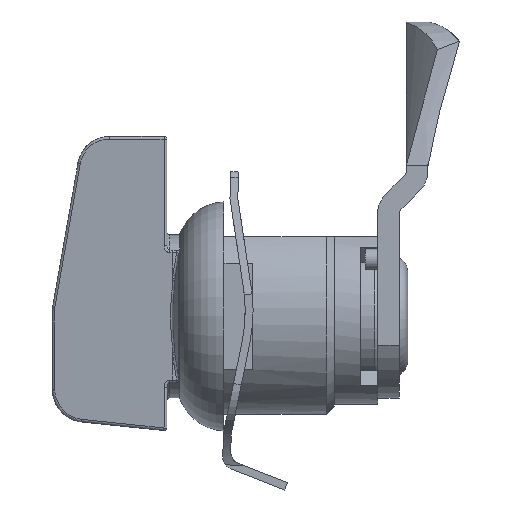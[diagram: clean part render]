
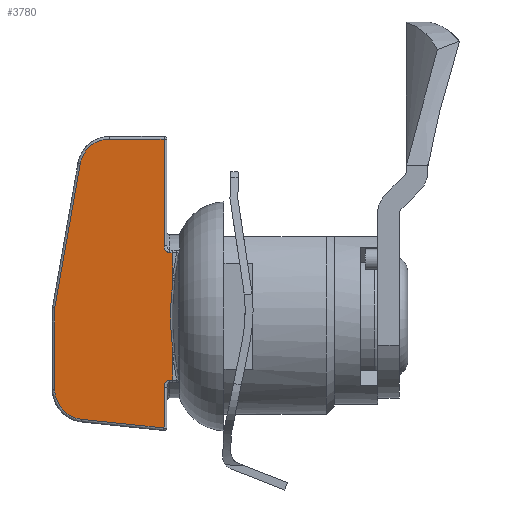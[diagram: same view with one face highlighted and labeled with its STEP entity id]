
A CAD part, front view. The second image highlights one B-rep face of the part: STEP entity #3780.
In plain terms, the highlighted face is planar.
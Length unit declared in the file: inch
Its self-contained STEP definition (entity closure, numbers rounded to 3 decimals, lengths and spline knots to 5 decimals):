
#39=ELLIPSE('',#4184,0.11312,0.1125);
#42=ELLIPSE('',#4190,2.88199,0.30125);
#48=ELLIPSE('',#4225,0.11563,0.115);
#49=ELLIPSE('',#4231,2.88199,0.30125);
#124=B_SPLINE_CURVE_WITH_KNOTS('',3,(#6377,#6378,#6379,#6380,#6381),
 .UNSPECIFIED.,.F.,.F.,(4,1,4),(0.,0.04498,
0.08996),.UNSPECIFIED.);
#135=B_SPLINE_CURVE_WITH_KNOTS('',3,(#6704,#6705,#6706,#6707,#6708),
 .UNSPECIFIED.,.F.,.F.,(4,1,4),(0.,0.04498,0.08996),
 .UNSPECIFIED.);
#420=CIRCLE('',#4264,1.21719);
#606=FACE_OUTER_BOUND('',#840,.T.);
#840=EDGE_LOOP('',(#3045,#3046,#3047,#3048,#3049,#3050,#3051,#3052,#3053,
#3054,#3055,#3056,#3057,#3058,#3059,#3060,#3061));
#1051=LINE('',#6300,#1335);
#1054=LINE('',#6307,#1338);
#1057=LINE('',#6386,#1341);
#1072=LINE('',#6604,#1356);
#1073=LINE('',#6609,#1357);
#1078=LINE('',#6718,#1362);
#1081=LINE('',#6846,#1365);
#1082=LINE('',#6884,#1366);
#1092=LINE('',#6917,#1376);
#1093=LINE('',#6919,#1377);
#1335=VECTOR('',#4905,0.3937);
#1338=VECTOR('',#4912,0.3937);
#1341=VECTOR('',#4931,0.3937);
#1356=VECTOR('',#5004,0.3937);
#1357=VECTOR('',#5009,0.3937);
#1362=VECTOR('',#5036,0.3937);
#1365=VECTOR('',#5087,0.3937);
#1366=VECTOR('',#5098,0.3937);
#1376=VECTOR('',#5152,0.3937);
#1377=VECTOR('',#5155,0.3937);
#1633=VERTEX_POINT('',#6162);
#1651=VERTEX_POINT('',#6298);
#1652=VERTEX_POINT('',#6303);
#1657=VERTEX_POINT('',#6340);
#1658=VERTEX_POINT('',#6369);
#1661=VERTEX_POINT('',#6384);
#1663=VERTEX_POINT('',#6406);
#1672=VERTEX_POINT('',#6495);
#1687=VERTEX_POINT('',#6600);
#1690=VERTEX_POINT('',#6607);
#1693=VERTEX_POINT('',#6666);
#1696=VERTEX_POINT('',#6702);
#1699=VERTEX_POINT('',#6735);
#1709=VERTEX_POINT('',#6819);
#1711=VERTEX_POINT('',#6844);
#1712=VERTEX_POINT('',#6852);
#1714=VERTEX_POINT('',#6877);
#2077=EDGE_CURVE('',#1651,#1633,#1051,.T.);
#2081=EDGE_CURVE('',#1633,#1652,#1054,.T.);
#2086=EDGE_CURVE('',#1657,#1651,#39,.T.);
#2090=EDGE_CURVE('',#1652,#1658,#124,.T.);
#2092=EDGE_CURVE('',#1661,#1657,#1057,.T.);
#2095=EDGE_CURVE('',#1658,#1663,#42,.T.);
#2135=EDGE_CURVE('',#1672,#1687,#1072,.T.);
#2137=EDGE_CURVE('',#1690,#1672,#1073,.T.);
#2144=EDGE_CURVE('',#1687,#1693,#48,.T.);
#2147=EDGE_CURVE('',#1696,#1690,#135,.T.);
#2153=EDGE_CURVE('',#1693,#1661,#1078,.T.);
#2154=EDGE_CURVE('',#1699,#1696,#49,.T.);
#2177=EDGE_CURVE('',#1711,#1709,#1081,.T.);
#2184=EDGE_CURVE('',#1712,#1714,#1082,.T.);
#2187=EDGE_CURVE('',#1714,#1711,#420,.T.);
#2202=EDGE_CURVE('',#1663,#1712,#1092,.T.);
#2203=EDGE_CURVE('',#1709,#1699,#1093,.T.);
#3045=ORIENTED_EDGE('',*,*,#2095,.F.);
#3046=ORIENTED_EDGE('',*,*,#2090,.F.);
#3047=ORIENTED_EDGE('',*,*,#2081,.F.);
#3048=ORIENTED_EDGE('',*,*,#2077,.F.);
#3049=ORIENTED_EDGE('',*,*,#2086,.F.);
#3050=ORIENTED_EDGE('',*,*,#2092,.F.);
#3051=ORIENTED_EDGE('',*,*,#2153,.F.);
#3052=ORIENTED_EDGE('',*,*,#2144,.F.);
#3053=ORIENTED_EDGE('',*,*,#2135,.F.);
#3054=ORIENTED_EDGE('',*,*,#2137,.F.);
#3055=ORIENTED_EDGE('',*,*,#2147,.F.);
#3056=ORIENTED_EDGE('',*,*,#2154,.F.);
#3057=ORIENTED_EDGE('',*,*,#2203,.F.);
#3058=ORIENTED_EDGE('',*,*,#2177,.F.);
#3059=ORIENTED_EDGE('',*,*,#2187,.F.);
#3060=ORIENTED_EDGE('',*,*,#2184,.F.);
#3061=ORIENTED_EDGE('',*,*,#2202,.F.);
#3594=PLANE('',#4282);
#3780=ADVANCED_FACE('',(#606),#3594,.F.);
#4184=AXIS2_PLACEMENT_3D('',#6342,#4921,#4922);
#4190=AXIS2_PLACEMENT_3D('',#6407,#4935,#4936);
#4225=AXIS2_PLACEMENT_3D('',#6670,#5021,#5022);
#4231=AXIS2_PLACEMENT_3D('',#6736,#5037,#5038);
#4264=AXIS2_PLACEMENT_3D('',#6889,#5107,#5108);
#4282=AXIS2_PLACEMENT_3D('',#6918,#5153,#5154);
#4905=DIRECTION('',(-0.105,0.,-0.995));
#4912=DIRECTION('',(0.,1.,0.));
#4921=DIRECTION('center_axis',(0.995,0.,-0.105));
#4922=DIRECTION('ref_axis',(0.105,0.,0.995));
#4931=DIRECTION('',(-0.018,-0.985,-0.174));
#4935=DIRECTION('center_axis',(0.995,0.,-0.105));
#4936=DIRECTION('ref_axis',(-0.105,0.,-0.995));
#5004=DIRECTION('',(0.104,-0.104,0.989));
#5009=DIRECTION('',(0.,1.,0.));
#5021=DIRECTION('center_axis',(0.995,0.,-0.105));
#5022=DIRECTION('ref_axis',(0.105,0.,0.995));
#5036=DIRECTION('',(0.,-1.,0.));
#5037=DIRECTION('center_axis',(0.995,0.,-0.105));
#5038=DIRECTION('ref_axis',(-0.105,0.,-0.995));
#5087=DIRECTION('',(0.,1.,0.));
#5098=DIRECTION('',(0.,1.,0.));
#5107=DIRECTION('center_axis',(-0.995,0.,
0.105));
#5108=DIRECTION('ref_axis',(-0.104,-0.112,-0.988));
#5152=DIRECTION('',(0.,1.,0.));
#5153=DIRECTION('center_axis',(0.995,0.,-0.105));
#5154=DIRECTION('ref_axis',(-0.105,0.,-0.995));
#5155=DIRECTION('',(0.,1.,0.));
#6162=CARTESIAN_POINT('',(-0.18403,-0.6775,0.01889));
#6298=CARTESIAN_POINT('',(-0.16202,-0.6775,0.22825));
#6300=CARTESIAN_POINT('',(-0.18533,-0.6775,0.00648));
#6303=CARTESIAN_POINT('',(-0.18403,-0.26999,0.01889));
#6307=CARTESIAN_POINT('',(-0.18403,-0.49938,0.01889));
#6340=CARTESIAN_POINT('',(-0.15038,-0.58454,0.33904));
#6342=CARTESIAN_POINT('Origin',(-0.16202,-0.565,0.22825));
#6369=CARTESIAN_POINT('',(-0.18613,-0.24436,-0.00111));
#6377=CARTESIAN_POINT('Ctrl Pts',(-0.18403,-0.26999,
0.01889));
#6378=CARTESIAN_POINT('Ctrl Pts',(-0.18403,-0.26409,
0.01889));
#6379=CARTESIAN_POINT('Ctrl Pts',(-0.1844,-0.25216,
0.01531));
#6380=CARTESIAN_POINT('Ctrl Pts',(-0.18551,-0.2448,
0.00475));
#6381=CARTESIAN_POINT('Ctrl Pts',(-0.18613,-0.24436,
-0.00111));
#6384=CARTESIAN_POINT('',(-0.14015,-0.03245,0.43639));
#6386=CARTESIAN_POINT('',(-0.15181,-0.66203,0.32538));
#6406=CARTESIAN_POINT('',(-0.1875,-0.24336,-0.01414));
#6407=CARTESIAN_POINT('Origin',(-0.00995,0.,
1.67518));
#6495=CARTESIAN_POINT('',(-0.18403,0.42639,0.01889));
#6600=CARTESIAN_POINT('',(-0.15097,0.39334,0.33341));
#6604=CARTESIAN_POINT('',(-0.1556,0.39797,0.28934));
#6607=CARTESIAN_POINT('',(-0.18403,0.26999,0.01889));
#6609=CARTESIAN_POINT('',(-0.18403,-0.125,0.01889));
#6666=CARTESIAN_POINT('',(-0.14015,0.27897,0.43639));
#6670=CARTESIAN_POINT('Origin',(-0.15223,0.27897,0.32139));
#6702=CARTESIAN_POINT('',(-0.18613,0.24436,-0.00111));
#6704=CARTESIAN_POINT('Ctrl Pts',(-0.18613,0.24436,
-0.00111));
#6705=CARTESIAN_POINT('Ctrl Pts',(-0.18551,0.2448,
0.00475));
#6706=CARTESIAN_POINT('Ctrl Pts',(-0.1844,0.25216,
0.01531));
#6707=CARTESIAN_POINT('Ctrl Pts',(-0.18403,0.26409,
0.01889));
#6708=CARTESIAN_POINT('Ctrl Pts',(-0.18403,0.26999,
0.01889));
#6718=CARTESIAN_POINT('',(-0.14015,-0.6875,0.43639));
#6735=CARTESIAN_POINT('',(-0.1875,0.24336,-0.01414));
#6736=CARTESIAN_POINT('Origin',(-0.00995,0.,
1.67518));
#6819=CARTESIAN_POINT('',(-0.1875,0.14577,-0.01414));
#6844=CARTESIAN_POINT('',(-0.1875,0.1367,-0.01414));
#6846=CARTESIAN_POINT('',(-0.1875,-0.40442,-0.01414));
#6852=CARTESIAN_POINT('',(-0.1875,-0.14577,-0.01414));
#6877=CARTESIAN_POINT('',(-0.1875,-0.1367,-0.01414));
#6884=CARTESIAN_POINT('',(-0.1875,-0.40442,-0.01414));
#6889=CARTESIAN_POINT('Origin',(-0.31393,0.,
-1.21701));
#6917=CARTESIAN_POINT('',(-0.1875,-0.40442,-0.01414));
#6918=CARTESIAN_POINT('Origin',(-0.1875,-0.6875,-0.01414));
#6919=CARTESIAN_POINT('',(-0.1875,-0.40442,-0.01414));
